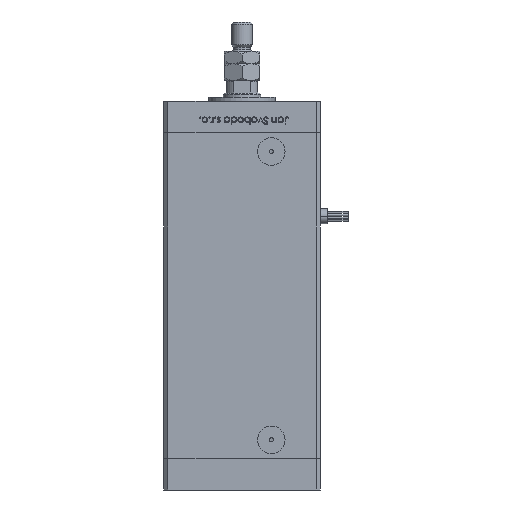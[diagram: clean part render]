
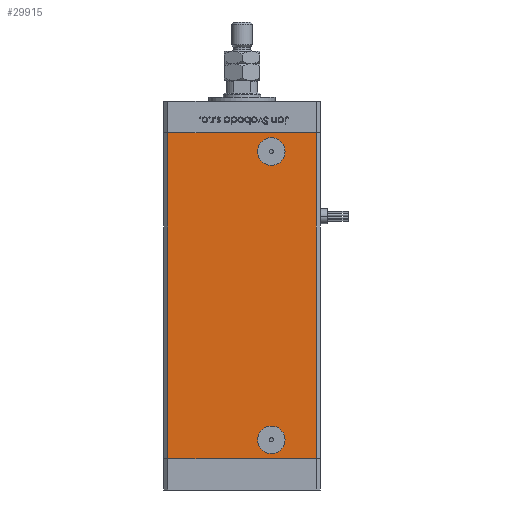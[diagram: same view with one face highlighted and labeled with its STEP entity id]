
A CAD part, front view. The second image highlights one B-rep face of the part: STEP entity #29915.
In plain terms, the highlighted planar face has unit normal (0, -1, 0).
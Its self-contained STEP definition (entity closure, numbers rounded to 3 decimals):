
#817 = AXIS2_PLACEMENT_3D ( 'NONE', #55035, #27536, #14600 ) ;
#1549 = VERTEX_POINT ( 'NONE', #44508 ) ;
#1891 = CARTESIAN_POINT ( 'NONE',  ( 14., -32.5, 140.42 ) ) ;
#1982 = CARTESIAN_POINT ( 'NONE',  ( -35.5, -32.5, 156. ) ) ;
#2479 = VERTEX_POINT ( 'NONE', #47945 ) ;
#2536 = FACE_OUTER_BOUND ( 'NONE', #17099, .T. ) ;
#2798 = LINE ( 'NONE', #10830, #24744 ) ;
#3021 = EDGE_CURVE ( 'NONE', #44574, #39022, #2798, .T. ) ;
#3028 = CARTESIAN_POINT ( 'NONE',  ( -35.5, -32.5, 0. ) ) ;
#3066 = ORIENTED_EDGE ( 'NONE', *, *, #13359, .T. ) ;
#3118 = VECTOR ( 'NONE', #56709, 1000. ) ;
#3571 = CARTESIAN_POINT ( 'NONE',  ( 35.5, -32.5, 156. ) ) ;
#3935 = CIRCLE ( 'NONE', #34148, 6.58 ) ;
#3950 = CARTESIAN_POINT ( 'NONE',  ( -35.5, -32.5, 156. ) ) ;
#4577 = CARTESIAN_POINT ( 'NONE',  ( 14., -32.5, 15.58 ) ) ;
#5752 = AXIS2_PLACEMENT_3D ( 'NONE', #17000, #43106, #56303 ) ;
#6574 = CARTESIAN_POINT ( 'NONE',  ( 14., -32.5, 9. ) ) ;
#9158 = EDGE_CURVE ( 'NONE', #19921, #51169, #3935, .T. ) ;
#10552 = DIRECTION ( 'NONE',  ( 0., 0., -1. ) ) ;
#10598 = ORIENTED_EDGE ( 'NONE', *, *, #38749, .T. ) ;
#10830 = CARTESIAN_POINT ( 'NONE',  ( 35.5, -32.5, 156. ) ) ;
#10858 = PLANE ( 'NONE',  #817 ) ;
#11431 = DIRECTION ( 'NONE',  ( 0., -1., 0. ) ) ;
#13359 = EDGE_CURVE ( 'NONE', #30774, #1549, #40811, .T. ) ;
#13890 = EDGE_LOOP ( 'NONE', ( #42626, #10598 ) ) ;
#14600 = DIRECTION ( 'NONE',  ( 0., 0., 1. ) ) ;
#16917 = CARTESIAN_POINT ( 'NONE',  ( 14., -32.5, 9. ) ) ;
#17000 = CARTESIAN_POINT ( 'NONE',  ( 14., -32.5, 147. ) ) ;
#17099 = EDGE_LOOP ( 'NONE', ( #45086, #39675, #21524, #3066 ) ) ;
#19458 = CIRCLE ( 'NONE', #5752, 6.58 ) ;
#19921 = VERTEX_POINT ( 'NONE', #35005 ) ;
#20354 = CIRCLE ( 'NONE', #48745, 6.58 ) ;
#21524 = ORIENTED_EDGE ( 'NONE', *, *, #46133, .F. ) ;
#22655 = DIRECTION ( 'NONE',  ( 0., 0., -1. ) ) ;
#24074 = DIRECTION ( 'NONE',  ( 0., 0., -1. ) ) ;
#24258 = ORIENTED_EDGE ( 'NONE', *, *, #9158, .F. ) ;
#24744 = VECTOR ( 'NONE', #10552, 1000. ) ;
#26045 = LINE ( 'NONE', #3950, #3118 ) ;
#26103 = DIRECTION ( 'NONE',  ( 0., -1., 0. ) ) ;
#27411 = EDGE_LOOP ( 'NONE', ( #24258, #31155 ) ) ;
#27536 = DIRECTION ( 'NONE',  ( 0., 1., 0. ) ) ;
#28203 = DIRECTION ( 'NONE',  ( 0., 0., -1. ) ) ;
#29915 = ADVANCED_FACE ( 'NONE', ( #36972, #2536, #37248 ), #10858, .F. ) ;
#30774 = VERTEX_POINT ( 'NONE', #1982 ) ;
#31155 = ORIENTED_EDGE ( 'NONE', *, *, #40602, .F. ) ;
#32405 = DIRECTION ( 'NONE',  ( 0., 1., 0. ) ) ;
#34148 = AXIS2_PLACEMENT_3D ( 'NONE', #16917, #26103, #51359 ) ;
#34155 = CIRCLE ( 'NONE', #53408, 6.58 ) ;
#34282 = LINE ( 'NONE', #3028, #54150 ) ;
#35005 = CARTESIAN_POINT ( 'NONE',  ( 14., -32.5, 2.42 ) ) ;
#35009 = EDGE_CURVE ( 'NONE', #1549, #39022, #34282, .T. ) ;
#36972 = FACE_BOUND ( 'NONE', #27411, .T. ) ;
#37248 = FACE_BOUND ( 'NONE', #13890, .T. ) ;
#37526 = EDGE_CURVE ( 'NONE', #54152, #2479, #20354, .T. ) ;
#38580 = DIRECTION ( 'NONE',  ( 1., 0., 0. ) ) ;
#38749 = EDGE_CURVE ( 'NONE', #2479, #54152, #19458, .T. ) ;
#39022 = VERTEX_POINT ( 'NONE', #49691 ) ;
#39675 = ORIENTED_EDGE ( 'NONE', *, *, #3021, .F. ) ;
#39757 = VECTOR ( 'NONE', #28203, 1000. ) ;
#40602 = EDGE_CURVE ( 'NONE', #51169, #19921, #34155, .T. ) ;
#40811 = LINE ( 'NONE', #44548, #39757 ) ;
#42626 = ORIENTED_EDGE ( 'NONE', *, *, #37526, .T. ) ;
#43106 = DIRECTION ( 'NONE',  ( 0., 1., 0. ) ) ;
#44445 = CARTESIAN_POINT ( 'NONE',  ( 14., -32.5, 147. ) ) ;
#44508 = CARTESIAN_POINT ( 'NONE',  ( -35.5, -32.5, 0. ) ) ;
#44548 = CARTESIAN_POINT ( 'NONE',  ( -35.5, -32.5, 156. ) ) ;
#44574 = VERTEX_POINT ( 'NONE', #3571 ) ;
#45086 = ORIENTED_EDGE ( 'NONE', *, *, #35009, .T. ) ;
#46133 = EDGE_CURVE ( 'NONE', #30774, #44574, #26045, .T. ) ;
#47945 = CARTESIAN_POINT ( 'NONE',  ( 14., -32.5, 153.58 ) ) ;
#48745 = AXIS2_PLACEMENT_3D ( 'NONE', #44445, #32405, #22655 ) ;
#49691 = CARTESIAN_POINT ( 'NONE',  ( 35.5, -32.5, 0. ) ) ;
#51169 = VERTEX_POINT ( 'NONE', #4577 ) ;
#51359 = DIRECTION ( 'NONE',  ( 0., 0., -1. ) ) ;
#53408 = AXIS2_PLACEMENT_3D ( 'NONE', #6574, #11431, #24074 ) ;
#54150 = VECTOR ( 'NONE', #38580, 1000. ) ;
#54152 = VERTEX_POINT ( 'NONE', #1891 ) ;
#55035 = CARTESIAN_POINT ( 'NONE',  ( -35.5, -32.5, 156. ) ) ;
#56303 = DIRECTION ( 'NONE',  ( 0., 0., -1. ) ) ;
#56709 = DIRECTION ( 'NONE',  ( 1., 0., 0. ) ) ;
